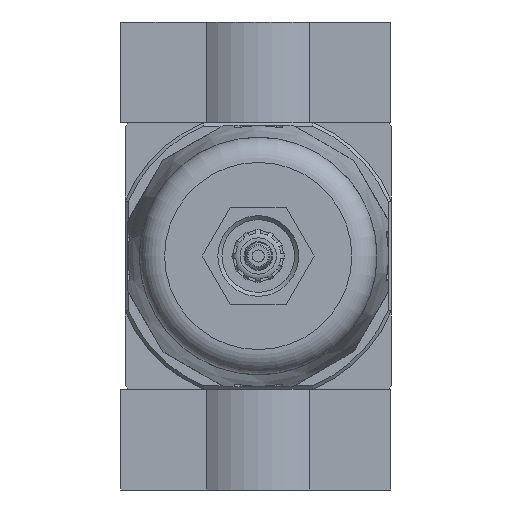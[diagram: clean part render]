
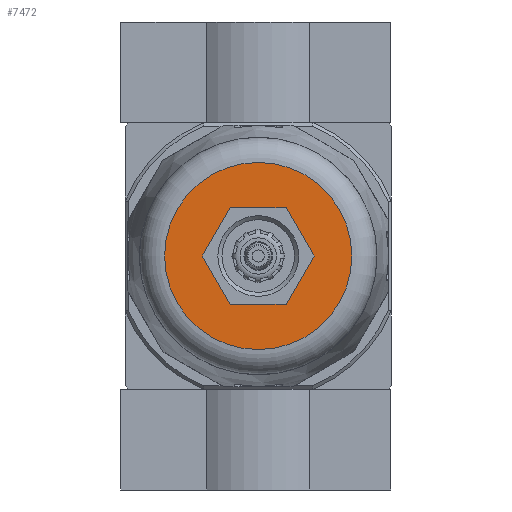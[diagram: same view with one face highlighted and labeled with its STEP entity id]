
A CAD part, front view. The second image highlights one B-rep face of the part: STEP entity #7472.
In plain terms, the highlighted planar face has unit normal (0, -1, 0).
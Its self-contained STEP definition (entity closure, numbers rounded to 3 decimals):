
#488=CIRCLE('',#7964,23.2);
#1085=ORIENTED_EDGE('',*,*,#2678,.T.);
#1086=ORIENTED_EDGE('',*,*,#2679,.T.);
#1087=ORIENTED_EDGE('',*,*,#2680,.T.);
#1088=ORIENTED_EDGE('',*,*,#2681,.T.);
#1089=ORIENTED_EDGE('',*,*,#2682,.T.);
#1090=ORIENTED_EDGE('',*,*,#2683,.T.);
#1091=ORIENTED_EDGE('',*,*,#2684,.T.);
#2678=EDGE_CURVE('',#3504,#3504,#488,.T.);
#2679=EDGE_CURVE('',#3505,#3506,#4078,.T.);
#2680=EDGE_CURVE('',#3506,#3507,#4079,.T.);
#2681=EDGE_CURVE('',#3507,#3508,#4080,.T.);
#2682=EDGE_CURVE('',#3508,#3509,#4081,.T.);
#2683=EDGE_CURVE('',#3509,#3510,#4082,.T.);
#2684=EDGE_CURVE('',#3510,#3505,#4083,.T.);
#3504=VERTEX_POINT('',#10952);
#3505=VERTEX_POINT('',#10954);
#3506=VERTEX_POINT('',#10955);
#3507=VERTEX_POINT('',#10957);
#3508=VERTEX_POINT('',#10959);
#3509=VERTEX_POINT('',#10961);
#3510=VERTEX_POINT('',#10963);
#4078=LINE('',#10953,#4504);
#4079=LINE('',#10956,#4505);
#4080=LINE('',#10958,#4506);
#4081=LINE('',#10960,#4507);
#4082=LINE('',#10962,#4508);
#4083=LINE('',#10964,#4509);
#4504=VECTOR('',#8931,1000.);
#4505=VECTOR('',#8932,1000.);
#4506=VECTOR('',#8933,1000.);
#4507=VECTOR('',#8934,1000.);
#4508=VECTOR('',#8935,1000.);
#4509=VECTOR('',#8936,1000.);
#4955=EDGE_LOOP('',(#1085));
#4956=EDGE_LOOP('',(#1086,#1087,#1088,#1089,#1090,#1091));
#5493=FACE_BOUND('',#4955,.T.);
#5494=FACE_BOUND('',#4956,.T.);
#5958=PLANE('',#7963);
#7472=ADVANCED_FACE('',(#5493,#5494),#5958,.F.);
#7963=AXIS2_PLACEMENT_3D('',#10950,#8927,#8928);
#7964=AXIS2_PLACEMENT_3D('',#10951,#8929,#8930);
#8927=DIRECTION('',(0.,1.,0.));
#8928=DIRECTION('',(0.,0.,1.));
#8929=DIRECTION('',(0.,-1.,0.));
#8930=DIRECTION('',(0.,0.,-1.));
#8931=DIRECTION('',(0.,0.,1.));
#8932=DIRECTION('',(0.866,0.,0.5));
#8933=DIRECTION('',(0.866,0.,-0.5));
#8934=DIRECTION('',(0.,0.,-1.));
#8935=DIRECTION('',(-0.866,0.,-0.5));
#8936=DIRECTION('',(-0.866,0.,0.5));
#10950=CARTESIAN_POINT('',(23.2,-165.,0.));
#10951=CARTESIAN_POINT('',(0.,-165.,0.));
#10952=CARTESIAN_POINT('',(0.,-165.,-23.2));
#10953=CARTESIAN_POINT('',(-12.,-165.,-6.928));
#10954=CARTESIAN_POINT('',(-12.,-165.,-6.928));
#10955=CARTESIAN_POINT('',(-12.,-165.,6.928));
#10956=CARTESIAN_POINT('',(-12.,-165.,6.928));
#10957=CARTESIAN_POINT('',(0.,-165.,13.856));
#10958=CARTESIAN_POINT('',(0.,-165.,13.856));
#10959=CARTESIAN_POINT('',(12.,-165.,6.928));
#10960=CARTESIAN_POINT('',(12.,-165.,6.928));
#10961=CARTESIAN_POINT('',(12.,-165.,-6.928));
#10962=CARTESIAN_POINT('',(12.,-165.,-6.928));
#10963=CARTESIAN_POINT('',(0.,-165.,-13.856));
#10964=CARTESIAN_POINT('',(0.,-165.,-13.856));
